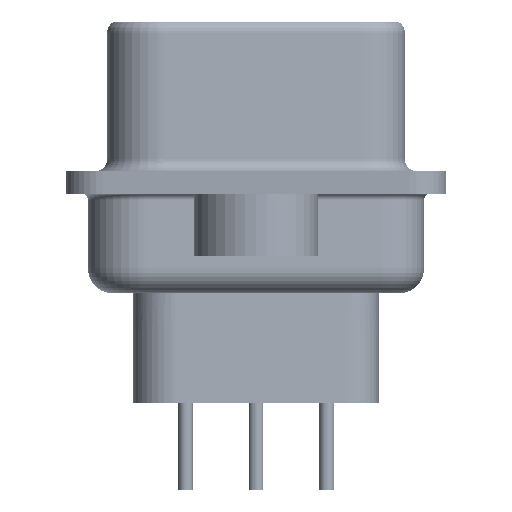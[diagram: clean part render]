
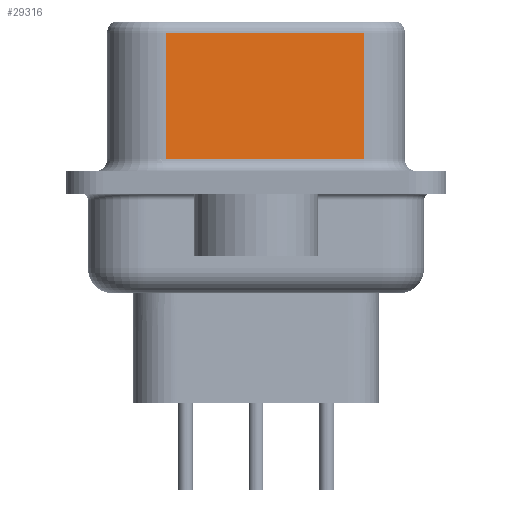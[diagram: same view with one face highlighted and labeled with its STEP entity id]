
A CAD part, left-side view. The second image highlights one B-rep face of the part: STEP entity #29316.
In plain terms, the highlighted planar face has unit normal (-0.985, -0.174, 0).
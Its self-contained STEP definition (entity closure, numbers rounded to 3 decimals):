
#94 = DIRECTION ( 'NONE',  ( -0.174, 0.985, 0. ) ) ;
#947 = EDGE_LOOP ( 'NONE', ( #11239, #7723, #13524, #33680 ) ) ;
#1323 = VERTEX_POINT ( 'NONE', #2185 ) ;
#2185 = CARTESIAN_POINT ( 'NONE',  ( 5.132, -4.322, 0.95 ) ) ;
#2728 = DIRECTION ( 'NONE',  ( 0., 0., -1. ) ) ;
#4979 = DIRECTION ( 'NONE',  ( 0.174, -0.985, 0. ) ) ;
#5685 = CARTESIAN_POINT ( 'NONE',  ( 3.73, 3.628, 0.95 ) ) ;
#5748 = CARTESIAN_POINT ( 'NONE',  ( 5.132, -4.322, 6.52 ) ) ;
#6198 = VECTOR ( 'NONE', #2728, 1000. ) ;
#7723 = ORIENTED_EDGE ( 'NONE', *, *, #14418, .T. ) ;
#8587 = CARTESIAN_POINT ( 'NONE',  ( 3.73, 3.628, 6.52 ) ) ;
#8761 = VERTEX_POINT ( 'NONE', #21370 ) ;
#9179 = DIRECTION ( 'NONE',  ( -0.174, 0.985, 0. ) ) ;
#10220 = VECTOR ( 'NONE', #30392, 1000. ) ;
#10967 = EDGE_CURVE ( 'NONE', #8761, #1323, #21474, .T. ) ;
#11056 = VERTEX_POINT ( 'NONE', #5685 ) ;
#11239 = ORIENTED_EDGE ( 'NONE', *, *, #10967, .F. ) ;
#13524 = ORIENTED_EDGE ( 'NONE', *, *, #33679, .T. ) ;
#14418 = EDGE_CURVE ( 'NONE', #8761, #18679, #18505, .T. ) ;
#15645 = FACE_OUTER_BOUND ( 'NONE', #947, .T. ) ;
#18505 = LINE ( 'NONE', #36928, #31718 ) ;
#18679 = VERTEX_POINT ( 'NONE', #33184 ) ;
#20758 = LINE ( 'NONE', #8587, #6198 ) ;
#21370 = CARTESIAN_POINT ( 'NONE',  ( 5.132, -4.322, 6.02 ) ) ;
#21474 = LINE ( 'NONE', #27937, #10220 ) ;
#27397 = DIRECTION ( 'NONE',  ( 0.985, 0.174, 0. ) ) ;
#27937 = CARTESIAN_POINT ( 'NONE',  ( 5.132, -4.322, 6.52 ) ) ;
#29316 = ADVANCED_FACE ( 'NONE', ( #15645 ), #30251, .F. ) ;
#30251 = PLANE ( 'NONE',  #31246 ) ;
#30392 = DIRECTION ( 'NONE',  ( 0., 0., -1. ) ) ;
#31246 = AXIS2_PLACEMENT_3D ( 'NONE', #5748, #27397, #94 ) ;
#31718 = VECTOR ( 'NONE', #9179, 1000. ) ;
#32074 = VECTOR ( 'NONE', #4979, 1000. ) ;
#32913 = LINE ( 'NONE', #36536, #32074 ) ;
#33184 = CARTESIAN_POINT ( 'NONE',  ( 3.73, 3.628, 6.02 ) ) ;
#33679 = EDGE_CURVE ( 'NONE', #18679, #11056, #20758, .T. ) ;
#33680 = ORIENTED_EDGE ( 'NONE', *, *, #33719, .T. ) ;
#33719 = EDGE_CURVE ( 'NONE', #11056, #1323, #32913, .T. ) ;
#36536 = CARTESIAN_POINT ( 'NONE',  ( 5.132, -4.322, 0.95 ) ) ;
#36928 = CARTESIAN_POINT ( 'NONE',  ( 5.132, -4.322, 6.02 ) ) ;
